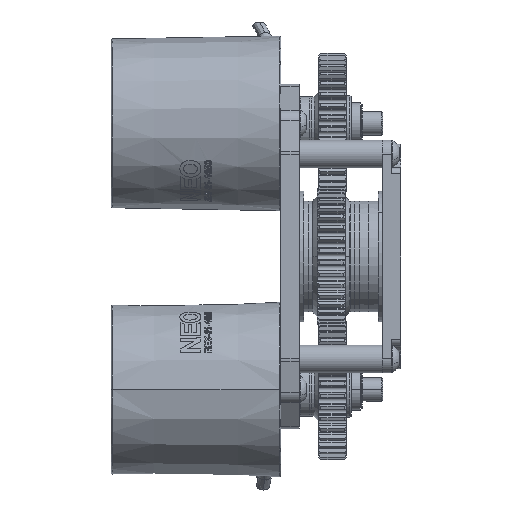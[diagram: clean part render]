
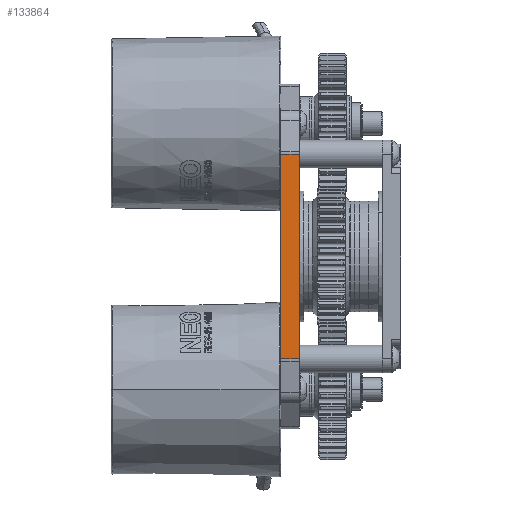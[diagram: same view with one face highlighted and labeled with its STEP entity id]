
A CAD part, front view. The second image highlights one B-rep face of the part: STEP entity #133864.
In plain terms, the highlighted planar face has unit normal (0, -1, 0).
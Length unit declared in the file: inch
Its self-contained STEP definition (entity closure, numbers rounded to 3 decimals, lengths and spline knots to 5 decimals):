
#2632 = CARTESIAN_POINT ( 'NONE',  ( 0.25, -1.26837, 1.38583 ) ) ;
#4248 = LINE ( 'NONE', #15594, #64716 ) ;
#6234 = VERTEX_POINT ( 'NONE', #2632 ) ;
#7041 = EDGE_CURVE ( 'NONE', #71770, #39680, #102295, .T. ) ;
#14166 = AXIS2_PLACEMENT_3D ( 'NONE', #37919, #143628, #50095 ) ;
#15594 = CARTESIAN_POINT ( 'NONE',  ( 0.25, -1.26837, 1.38583 ) ) ;
#20131 = CARTESIAN_POINT ( 'NONE',  ( 0.25, -1.26837, -1.38583 ) ) ;
#20860 = ORIENTED_EDGE ( 'NONE', *, *, #128464, .T. ) ;
#22195 = CARTESIAN_POINT ( 'NONE',  ( 0., -1.26837, 0. ) ) ;
#26247 = DIRECTION ( 'NONE',  ( -1., 0., 0. ) ) ;
#30704 = ORIENTED_EDGE ( 'NONE', *, *, #97243, .F. ) ;
#36607 = CARTESIAN_POINT ( 'NONE',  ( 0.25, -1.26837, 0. ) ) ;
#37919 = CARTESIAN_POINT ( 'NONE',  ( 0.25, -1.26837, 0. ) ) ;
#39680 = VERTEX_POINT ( 'NONE', #142508 ) ;
#48607 = FACE_OUTER_BOUND ( 'NONE', #103848, .T. ) ;
#50095 = DIRECTION ( 'NONE',  ( 0., 0., 1. ) ) ;
#64716 = VECTOR ( 'NONE', #26247, 39.37008 ) ;
#65511 = EDGE_CURVE ( 'NONE', #121555, #39680, #68581, .T. ) ;
#68581 = LINE ( 'NONE', #22195, #99680 ) ;
#70870 = LINE ( 'NONE', #36607, #94260 ) ;
#71770 = VERTEX_POINT ( 'NONE', #96589 ) ;
#78681 = DIRECTION ( 'NONE',  ( -1., 0., 0. ) ) ;
#94260 = VECTOR ( 'NONE', #117249, 39.37008 ) ;
#96589 = CARTESIAN_POINT ( 'NONE',  ( 0.25, -1.26837, -1.38583 ) ) ;
#97243 = EDGE_CURVE ( 'NONE', #6234, #71770, #70870, .T. ) ;
#99680 = VECTOR ( 'NONE', #114971, 39.37008 ) ;
#100604 = VECTOR ( 'NONE', #78681, 39.37008 ) ;
#102295 = LINE ( 'NONE', #20131, #100604 ) ;
#103848 = EDGE_LOOP ( 'NONE', ( #131304, #127267, #30704, #20860 ) ) ;
#114971 = DIRECTION ( 'NONE',  ( 0., 0., -1. ) ) ;
#115440 = CARTESIAN_POINT ( 'NONE',  ( 0., -1.26837, 1.38583 ) ) ;
#117249 = DIRECTION ( 'NONE',  ( 0., 0., -1. ) ) ;
#121555 = VERTEX_POINT ( 'NONE', #115440 ) ;
#127267 = ORIENTED_EDGE ( 'NONE', *, *, #7041, .F. ) ;
#128464 = EDGE_CURVE ( 'NONE', #6234, #121555, #4248, .T. ) ;
#131304 = ORIENTED_EDGE ( 'NONE', *, *, #65511, .T. ) ;
#132229 = PLANE ( 'NONE',  #14166 ) ;
#133864 = ADVANCED_FACE ( 'NONE', ( #48607 ), #132229, .F. ) ;
#142508 = CARTESIAN_POINT ( 'NONE',  ( 0., -1.26837, -1.38583 ) ) ;
#143628 = DIRECTION ( 'NONE',  ( 0., 1., 0. ) ) ;
